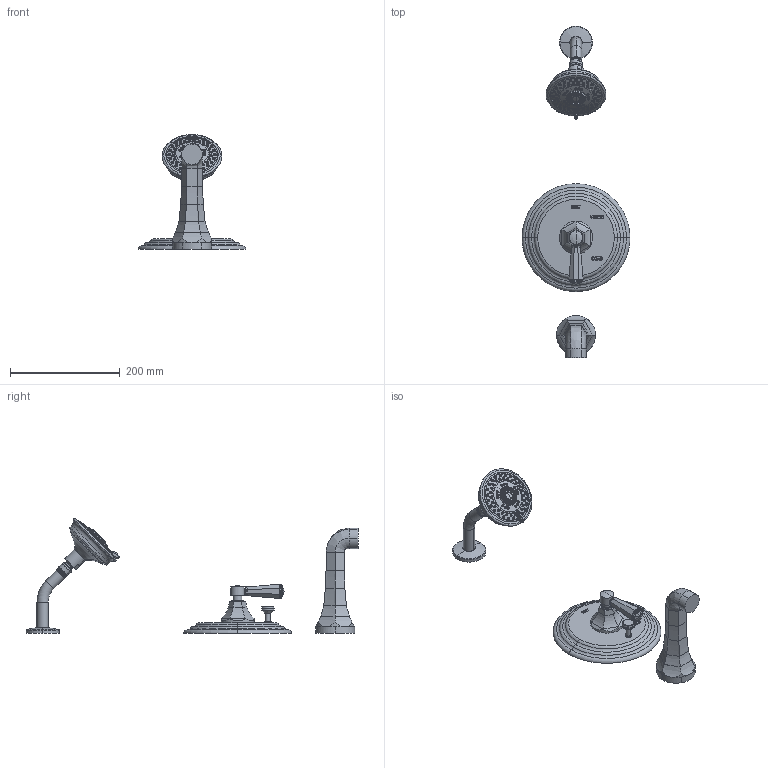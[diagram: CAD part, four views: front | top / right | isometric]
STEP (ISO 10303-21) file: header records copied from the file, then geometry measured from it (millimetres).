
FILE_DESCRIPTION((''),'2;1');
FILE_NAME('3-1232BP','2021-05-27T10:25:40',('jinson.thomas'),(''),'CREO PARAMETRIC BY PTC INC, 2018400','CREO PARAMETRIC BY PTC INC, 2018400','');
FILE_SCHEMA(('CONFIG_CONTROL_DESIGN'));
Products named in the file (1): 3-1232BP
Bounding box: 196.85 x 605.41 x 209.53 mm (x, y, z)
Volume: 1182677.2 mm3; surface area: 161022.5 mm2
Topology: 3 solids, 3 shells, 1441 faces, 3173 edges, 1910 vertices
Faces by surface type: torus 351, plane 308, cone 302, cylinder 254, bspline 138, extrusion 64, sphere 22, revolution 2
Entity records: 89507 total; most frequent: CARTESIAN_POINT 58941, ORIENTED_EDGE 6338, DIRECTION 6124, EDGE_CURVE 3169, AXIS2_PLACEMENT_3D 2468, VERTEX_POINT 1910, EDGE_LOOP 1633, FACE_OUTER_BOUND 1441
